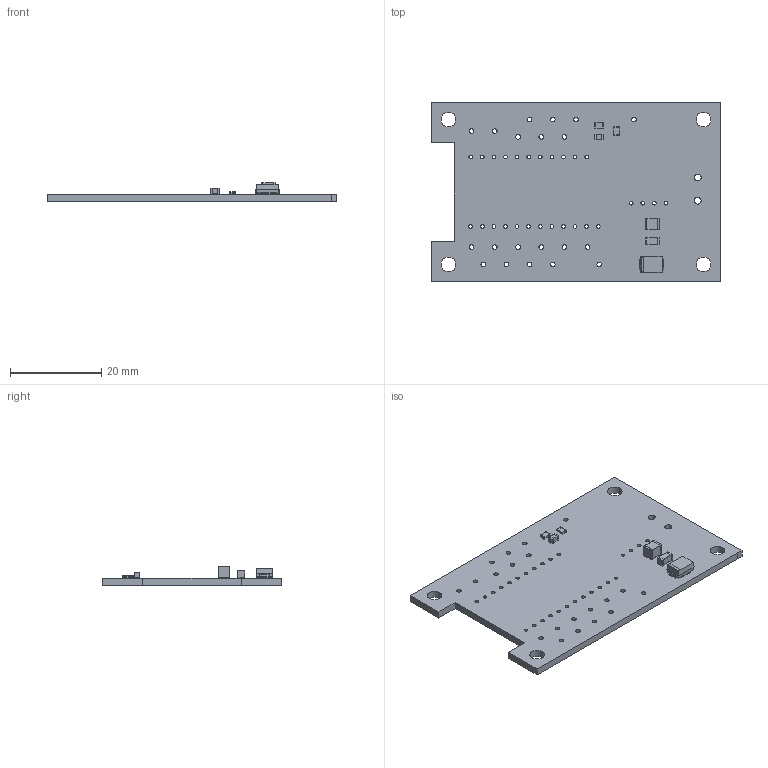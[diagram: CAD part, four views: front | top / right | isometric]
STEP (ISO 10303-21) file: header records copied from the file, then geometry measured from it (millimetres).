
FILE_DESCRIPTION(('KiCad electronic assembly'),'2;1');
FILE_NAME('pcb.step','2021-11-20T00:44:35',('An Author'),('A Company'), 'Open CASCADE STEP processor 6.9','KiCad to STEP converter','Unknown' );
FILE_SCHEMA(('AUTOMOTIVE_DESIGN { 1 0 10303 214 1 1 1 1 }'));
Length unit declared in the file: millimetre
Products named in the file (12): Open CASCADE STEP translator 6.9 1; C_0805_2012Metric; SOLID; D_SMB; C_1206_3216Metric; R_0805_2012Metric; C_1210_3225Metric; COMPOUND
Assembly tree (12 placements, depth 3):
  Open CASCADE STEP translator 6.9 1
    C_0805_2012Metric
      SOLID
    D_SMB
      SOLID
    C_1206_3216Metric
      SOLID
    R_0805_2012Metric  x2
      SOLID
    C_1210_3225Metric
      SOLID
    COMPOUND
Bounding box: 63.5 x 39.37 x 4.15 mm (x, y, z)
Volume: 3787.7 mm3; surface area: 5460.3 mm2
Topology: 7 solids, 7 shells, 241 faces, 644 edges, 424 vertices
Faces by surface type: plane 122, cylinder 109, bspline 10
Full cylindrical faces by diameter (mm): 0.8 x27, 1 x20, 1.52 x2, 3.2 x4
Entity records: 16173 total; most frequent: CARTESIAN_POINT 3376, DIRECTION 2150, LINE 1262, VECTOR 1262, ORIENTED_EDGE 1152, PCURVE 1152, DEFINITIONAL_REPRESENTATION 1152, EDGE_CURVE 576
